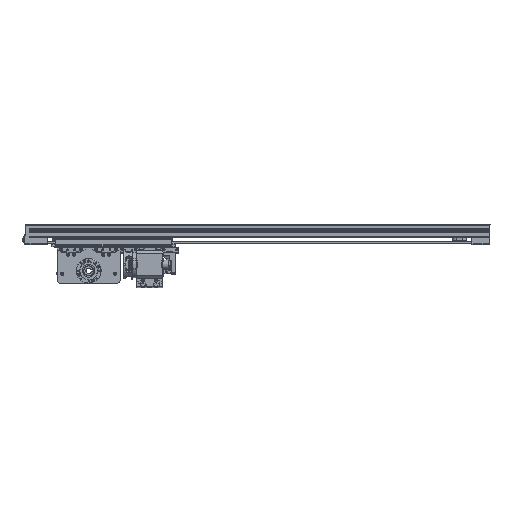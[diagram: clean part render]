
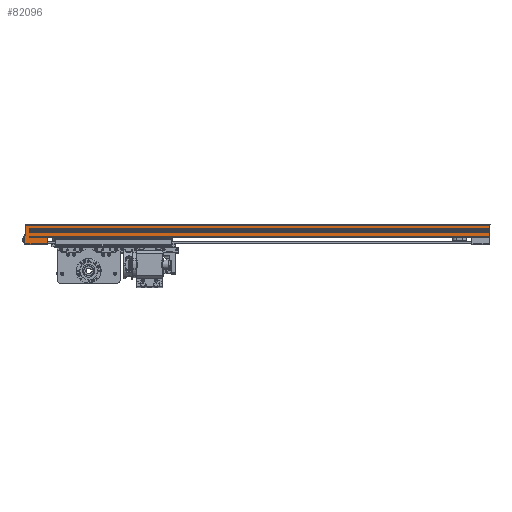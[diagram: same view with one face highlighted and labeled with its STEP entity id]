
A CAD part, top view. The second image highlights one B-rep face of the part: STEP entity #82096.
In plain terms, the highlighted face is planar.
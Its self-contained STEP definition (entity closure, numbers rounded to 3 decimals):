
#9886=FACE_OUTER_BOUND('',#14724,.T.);
#14724=EDGE_LOOP('',(#68382,#68383,#68384,#68385,#68386,#68387,#68388,#68389,
#68390,#68391,#68392,#68393,#68394,#68395,#68396,#68397,#68398,#68399,#68400,
#68401,#68402,#68403,#68404,#68405,#68406,#68407,#68408));
#21937=LINE('',#131385,#30529);
#21938=LINE('',#131387,#30530);
#21945=LINE('',#131407,#30537);
#21946=LINE('',#131409,#30538);
#21961=LINE('',#131443,#30553);
#21967=LINE('',#131454,#30559);
#21977=LINE('',#131479,#30569);
#21983=LINE('',#131490,#30575);
#21992=LINE('',#131510,#30584);
#21995=LINE('',#131515,#30587);
#21999=LINE('',#131522,#30591);
#22028=LINE('',#131611,#30620);
#22134=LINE('',#131849,#30726);
#22136=LINE('',#131855,#30728);
#22167=LINE('',#131924,#30759);
#22168=LINE('',#131930,#30760);
#22241=LINE('',#132099,#30833);
#22247=LINE('',#132106,#30839);
#22248=LINE('',#132107,#30840);
#22254=LINE('',#132120,#30846);
#22257=LINE('',#132127,#30849);
#22258=LINE('',#132129,#30850);
#22323=LINE('',#132287,#30915);
#22324=LINE('',#132289,#30916);
#22336=LINE('',#132311,#30928);
#22337=LINE('',#132314,#30929);
#22338=LINE('',#132315,#30930);
#30529=VECTOR('',#105587,10.);
#30530=VECTOR('',#105588,10.);
#30537=VECTOR('',#105605,10.);
#30538=VECTOR('',#105606,10.);
#30553=VECTOR('',#105635,10.);
#30559=VECTOR('',#105643,10.);
#30569=VECTOR('',#105667,10.);
#30575=VECTOR('',#105675,10.);
#30584=VECTOR('',#105696,10.);
#30587=VECTOR('',#105701,10.);
#30591=VECTOR('',#105707,10.);
#30620=VECTOR('',#105796,10.);
#30726=VECTOR('',#105996,10.);
#30728=VECTOR('',#106000,10.);
#30759=VECTOR('',#106061,10.);
#30760=VECTOR('',#106066,10.);
#30833=VECTOR('',#106229,10.);
#30839=VECTOR('',#106237,10.);
#30840=VECTOR('',#106238,10.);
#30846=VECTOR('',#106254,10.);
#30849=VECTOR('',#106265,10.);
#30850=VECTOR('',#106268,10.);
#30915=VECTOR('',#106427,10.);
#30916=VECTOR('',#106428,10.);
#30928=VECTOR('',#106446,10.);
#30929=VECTOR('',#106449,10.);
#30930=VECTOR('',#106450,10.);
#38411=VERTEX_POINT('',#131190);
#38421=VERTEX_POINT('',#131215);
#38472=VERTEX_POINT('',#131382);
#38474=VERTEX_POINT('',#131386);
#38482=VERTEX_POINT('',#131405);
#38483=VERTEX_POINT('',#131408);
#38494=VERTEX_POINT('',#131440);
#38498=VERTEX_POINT('',#131449);
#38506=VERTEX_POINT('',#131476);
#38510=VERTEX_POINT('',#131485);
#38516=VERTEX_POINT('',#131509);
#38519=VERTEX_POINT('',#131520);
#38549=VERTEX_POINT('',#131609);
#38633=VERTEX_POINT('',#131844);
#38634=VERTEX_POINT('',#131847);
#38635=VERTEX_POINT('',#131851);
#38637=VERTEX_POINT('',#131854);
#38659=VERTEX_POINT('',#131920);
#38660=VERTEX_POINT('',#131922);
#38661=VERTEX_POINT('',#131926);
#38663=VERTEX_POINT('',#131929);
#38713=VERTEX_POINT('',#132096);
#38716=VERTEX_POINT('',#132118);
#38762=VERTEX_POINT('',#132282);
#38763=VERTEX_POINT('',#132288);
#38770=VERTEX_POINT('',#132309);
#38771=VERTEX_POINT('',#132313);
#48613=EDGE_CURVE('',#38421,#38472,#21937,.T.);
#48614=EDGE_CURVE('',#38474,#38421,#21938,.T.);
#48624=EDGE_CURVE('',#38411,#38482,#21945,.T.);
#48625=EDGE_CURVE('',#38483,#38411,#21946,.T.);
#48642=EDGE_CURVE('',#38472,#38494,#21961,.T.);
#48648=EDGE_CURVE('',#38498,#38474,#21967,.T.);
#48660=EDGE_CURVE('',#38482,#38506,#21977,.T.);
#48666=EDGE_CURVE('',#38510,#38483,#21983,.T.);
#48676=EDGE_CURVE('',#38510,#38516,#21992,.T.);
#48679=EDGE_CURVE('',#38498,#38506,#21995,.T.);
#48683=EDGE_CURVE('',#38519,#38494,#21999,.T.);
#48728=EDGE_CURVE('',#38549,#38519,#22028,.T.);
#48850=EDGE_CURVE('',#38633,#38634,#22134,.T.);
#48852=EDGE_CURVE('',#38635,#38637,#22136,.T.);
#48887=EDGE_CURVE('',#38659,#38660,#22167,.T.);
#48889=EDGE_CURVE('',#38661,#38663,#22168,.T.);
#48973=EDGE_CURVE('',#38713,#38661,#22241,.T.);
#48979=EDGE_CURVE('',#38663,#38660,#22247,.T.);
#48980=EDGE_CURVE('',#38637,#38634,#22248,.T.);
#48986=EDGE_CURVE('',#38549,#38716,#22254,.T.);
#48989=EDGE_CURVE('',#38716,#38633,#22257,.T.);
#48990=EDGE_CURVE('',#38635,#38659,#22258,.T.);
#49065=EDGE_CURVE('',#38516,#38762,#22323,.T.);
#49066=EDGE_CURVE('',#38762,#38763,#22324,.T.);
#49078=EDGE_CURVE('',#38770,#38763,#22336,.T.);
#49079=EDGE_CURVE('',#38713,#38771,#22337,.T.);
#49080=EDGE_CURVE('',#38770,#38771,#22338,.T.);
#68382=ORIENTED_EDGE('',*,*,#48642,.T.);
#68383=ORIENTED_EDGE('',*,*,#48683,.F.);
#68384=ORIENTED_EDGE('',*,*,#48728,.F.);
#68385=ORIENTED_EDGE('',*,*,#48986,.T.);
#68386=ORIENTED_EDGE('',*,*,#48989,.T.);
#68387=ORIENTED_EDGE('',*,*,#48850,.T.);
#68388=ORIENTED_EDGE('',*,*,#48980,.F.);
#68389=ORIENTED_EDGE('',*,*,#48852,.F.);
#68390=ORIENTED_EDGE('',*,*,#48990,.T.);
#68391=ORIENTED_EDGE('',*,*,#48887,.T.);
#68392=ORIENTED_EDGE('',*,*,#48979,.F.);
#68393=ORIENTED_EDGE('',*,*,#48889,.F.);
#68394=ORIENTED_EDGE('',*,*,#48973,.F.);
#68395=ORIENTED_EDGE('',*,*,#49079,.T.);
#68396=ORIENTED_EDGE('',*,*,#49080,.F.);
#68397=ORIENTED_EDGE('',*,*,#49078,.T.);
#68398=ORIENTED_EDGE('',*,*,#49066,.F.);
#68399=ORIENTED_EDGE('',*,*,#49065,.F.);
#68400=ORIENTED_EDGE('',*,*,#48676,.F.);
#68401=ORIENTED_EDGE('',*,*,#48666,.T.);
#68402=ORIENTED_EDGE('',*,*,#48625,.T.);
#68403=ORIENTED_EDGE('',*,*,#48624,.T.);
#68404=ORIENTED_EDGE('',*,*,#48660,.T.);
#68405=ORIENTED_EDGE('',*,*,#48679,.F.);
#68406=ORIENTED_EDGE('',*,*,#48648,.T.);
#68407=ORIENTED_EDGE('',*,*,#48614,.T.);
#68408=ORIENTED_EDGE('',*,*,#48613,.T.);
#78116=PLANE('',#88614);
#82096=ADVANCED_FACE('',(#9886),#78116,.T.);
#88614=AXIS2_PLACEMENT_3D('',#132312,#106447,#106448);
#105587=DIRECTION('',(0.,0.,-1.));
#105588=DIRECTION('',(0.,0.,-1.));
#105605=DIRECTION('',(0.,0.,-1.));
#105606=DIRECTION('',(0.,0.,-1.));
#105635=DIRECTION('',(-1.,0.,0.));
#105643=DIRECTION('',(1.,0.,0.));
#105667=DIRECTION('',(-1.,0.,0.));
#105675=DIRECTION('',(1.,0.,0.));
#105696=DIRECTION('',(0.,0.,1.));
#105701=DIRECTION('',(0.,0.,1.));
#105707=DIRECTION('',(0.,0.,1.));
#105796=DIRECTION('',(-1.,0.,0.));
#105996=DIRECTION('',(0.,0.,-1.));
#106000=DIRECTION('',(0.,0.,-1.));
#106061=DIRECTION('',(0.,0.,-1.));
#106066=DIRECTION('',(0.,0.,-1.));
#106229=DIRECTION('',(1.,0.,0.));
#106237=DIRECTION('',(-1.,0.,0.));
#106238=DIRECTION('',(-1.,0.,0.));
#106254=DIRECTION('',(0.,0.,1.));
#106265=DIRECTION('',(1.,0.,0.));
#106268=DIRECTION('',(1.,0.,0.));
#106427=DIRECTION('',(1.,0.,0.));
#106428=DIRECTION('',(1.,0.,0.));
#106446=DIRECTION('',(0.,0.,1.));
#106447=DIRECTION('center_axis',(0.,-1.,0.));
#106448=DIRECTION('ref_axis',(1.,0.,0.));
#106449=DIRECTION('',(0.,0.,1.));
#106450=DIRECTION('',(1.,0.,0.));
#131190=CARTESIAN_POINT('',(-38.6,-32.7,-11.));
#131215=CARTESIAN_POINT('',(-38.6,-32.7,-51.));
#131382=CARTESIAN_POINT('',(-38.6,-32.7,-56.5));
#131385=CARTESIAN_POINT('',(-38.6,-32.7,-25.5));
#131386=CARTESIAN_POINT('',(-38.6,-32.7,-45.5));
#131387=CARTESIAN_POINT('',(-38.6,-32.7,-25.5));
#131405=CARTESIAN_POINT('',(-38.6,-32.7,-16.5));
#131407=CARTESIAN_POINT('',(-38.6,-32.7,-5.5));
#131408=CARTESIAN_POINT('',(-38.6,-32.7,-5.5));
#131409=CARTESIAN_POINT('',(-38.6,-32.7,-5.5));
#131440=CARTESIAN_POINT('',(-39.6,-32.7,-56.5));
#131443=CARTESIAN_POINT('',(-41.1,-32.7,-56.5));
#131449=CARTESIAN_POINT('',(-39.6,-32.7,-45.5));
#131454=CARTESIAN_POINT('',(-41.1,-32.7,-45.5));
#131476=CARTESIAN_POINT('',(-39.6,-32.7,-16.5));
#131479=CARTESIAN_POINT('',(-41.1,-32.7,-16.5));
#131485=CARTESIAN_POINT('',(-39.6,-32.7,-5.5));
#131490=CARTESIAN_POINT('',(-41.1,-32.7,-5.5));
#131509=CARTESIAN_POINT('',(-39.6,-32.7,18.));
#131510=CARTESIAN_POINT('',(-39.6,-32.7,0.));
#131515=CARTESIAN_POINT('',(-39.6,-32.7,0.));
#131520=CARTESIAN_POINT('',(-39.6,-32.7,-62.));
#131522=CARTESIAN_POINT('',(-39.6,-32.7,0.));
#131609=CARTESIAN_POINT('',(-18.6,-32.7,-62.));
#131611=CARTESIAN_POINT('',(-18.6,-32.7,-62.));
#131844=CARTESIAN_POINT('',(-16.1,-32.7,0.));
#131847=CARTESIAN_POINT('',(-16.1,-32.7,-1575.));
#131849=CARTESIAN_POINT('',(-16.1,-32.7,0.));
#131851=CARTESIAN_POINT('',(-0.25,-32.7,0.));
#131854=CARTESIAN_POINT('',(-0.25,-32.7,-1575.));
#131855=CARTESIAN_POINT('',(-0.25,-32.7,0.));
#131920=CARTESIAN_POINT('',(8.05,-32.7,0.));
#131922=CARTESIAN_POINT('',(8.05,-32.7,-1575.));
#131924=CARTESIAN_POINT('',(8.05,-32.7,0.));
#131926=CARTESIAN_POINT('',(23.9,-32.7,0.));
#131929=CARTESIAN_POINT('',(23.9,-32.7,-1575.));
#131930=CARTESIAN_POINT('',(23.9,-32.7,0.));
#132096=CARTESIAN_POINT('',(23.4,-32.7,0.));
#132099=CARTESIAN_POINT('',(8.05,-32.7,0.));
#132106=CARTESIAN_POINT('',(8.05,-32.7,-1575.));
#132107=CARTESIAN_POINT('',(-16.1,-32.7,-1575.));
#132118=CARTESIAN_POINT('',(-18.6,-32.7,0.));
#132120=CARTESIAN_POINT('',(-18.6,-32.7,-62.));
#132127=CARTESIAN_POINT('',(-39.6,-32.7,0.));
#132129=CARTESIAN_POINT('',(-39.6,-32.7,0.));
#132282=CARTESIAN_POINT('',(-26.1,-32.7,18.));
#132287=CARTESIAN_POINT('',(-39.6,-32.7,18.));
#132288=CARTESIAN_POINT('',(-12.6,-32.7,18.));
#132289=CARTESIAN_POINT('',(-39.6,-32.7,18.));
#132309=CARTESIAN_POINT('',(-12.6,-32.7,15.));
#132311=CARTESIAN_POINT('',(-12.6,-32.7,15.));
#132312=CARTESIAN_POINT('Origin',(-39.6,-32.7,0.));
#132313=CARTESIAN_POINT('',(23.4,-32.7,15.));
#132314=CARTESIAN_POINT('',(23.4,-32.7,0.));
#132315=CARTESIAN_POINT('',(-39.6,-32.7,15.));
